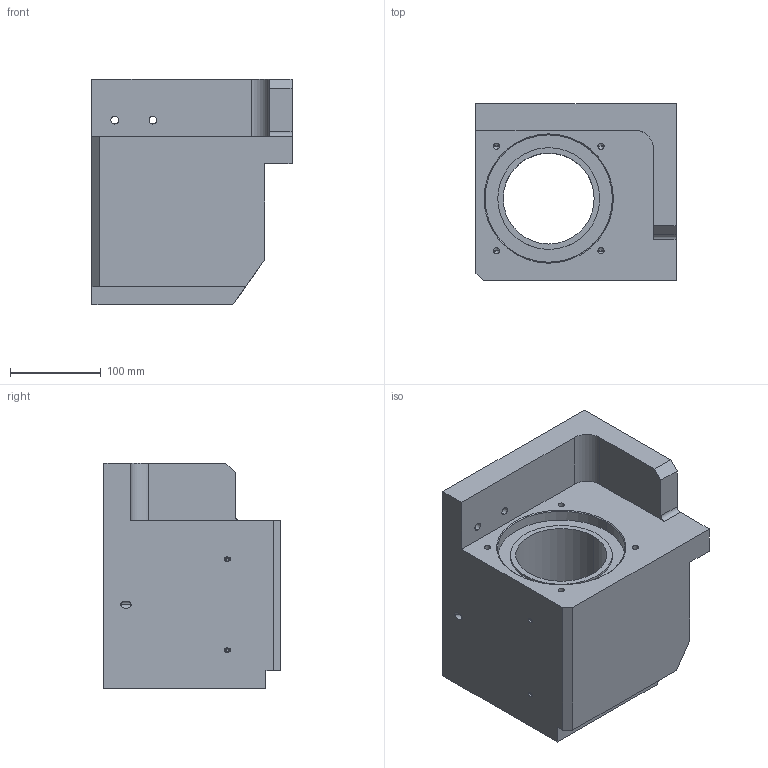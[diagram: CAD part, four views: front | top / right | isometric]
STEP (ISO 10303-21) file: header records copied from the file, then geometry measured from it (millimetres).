
FILE_DESCRIPTION (( 'STEP AP203' ), '1' );
FILE_NAME ('Guide_Translation1_Un_sldprt.STEP', '2018-04-10T07:32:04', ( '' ), ( '' ), 'SwSTEP 2.0', 'SolidWorks 2017', '' );
FILE_SCHEMA (( 'CONFIG_CONTROL_DESIGN' ));
Length unit declared in the file: millimetre
Products named in the file (1): Guide_Translation1_Un_sldprt
Bounding box: 220 x 194.72 x 248 mm (x, y, z)
Volume: 5652497.6 mm3; surface area: 581246.5 mm2
Topology: 13 solids, 13 shells, 352 faces, 802 edges, 461 vertices
Faces by surface type: plane 154, cone 100, cylinder 98
Entity records: 10135 total; most frequent: CARTESIAN_POINT 2222, DIRECTION 1700, ORIENTED_EDGE 1528, EDGE_CURVE 764, AXIS2_PLACEMENT_3D 613, VECTOR 474, LINE 474, VERTEX_POINT 461
